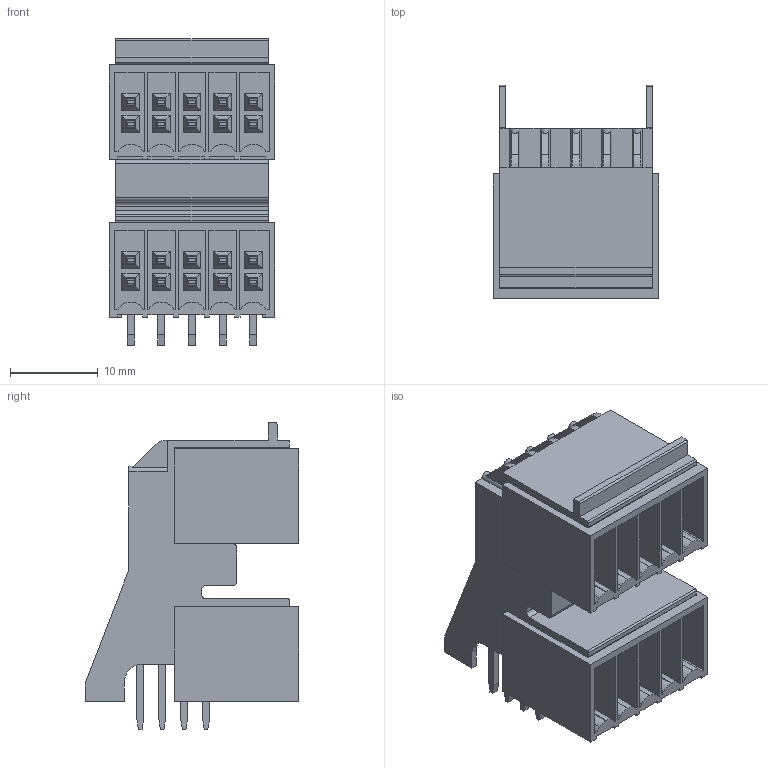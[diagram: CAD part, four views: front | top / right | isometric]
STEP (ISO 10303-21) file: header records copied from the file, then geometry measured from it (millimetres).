
FILE_DESCRIPTION(('CATIA V5 STEP Exchange','CAx-IF Rec.Pracs.--- Model Styling and Organization---1.2---2011-12-15'),'2;1');
FILE_NAME ('D1451378_0_1357830000_1357830000.stp','2018-09-18T11:39:27+00:00',('none'),('Weidmueller'),'CATIA Version 5-6 Release 2014','CATIA V5 STEP AP214','none');
FILE_SCHEMA(('AUTOMOTIVE_DESIGN { 1 0 10303 214 1 1 1 1 }'));
Length unit declared in the file: millimetre
Products named in the file (1): 1357830000
Bounding box: 18.9 x 24.4 x 35 mm (x, y, z)
Volume: 6826.9 mm3; surface area: 9398.7 mm2
Topology: 21 solids, 21 shells, 713 faces, 1900 edges, 1254 vertices
Faces by surface type: plane 659, cylinder 54
Entity records: 20609 total; most frequent: ORIENTED_EDGE 3800, CARTESIAN_POINT 3784, DIRECTION 2803, EDGE_CURVE 1900, VECTOR 1690, LINE 1690, VERTEX_POINT 1254, EDGE_LOOP 778
